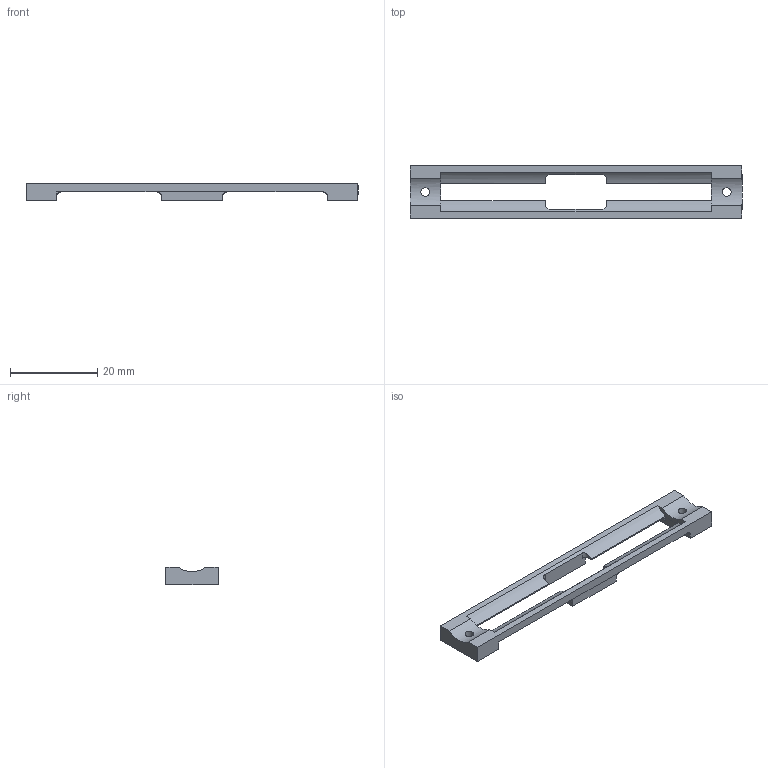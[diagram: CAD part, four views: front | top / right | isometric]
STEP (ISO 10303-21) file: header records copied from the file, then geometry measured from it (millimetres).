
FILE_DESCRIPTION(('FreeCAD Model'),'2;1');
FILE_NAME('Open CASCADE Shape Model','2025-07-18T07:54:23',(''),(''), 'Open CASCADE STEP processor 7.8','FreeCAD','Unknown');
FILE_SCHEMA(('AUTOMOTIVE_DESIGN { 1 0 10303 214 1 1 1 1 }'));
Length unit declared in the file: millimetre
Products named in the file (1): Body
Bounding box: 76 x 12 x 4 mm (x, y, z)
Volume: 1337.6 mm3; surface area: 2016.6 mm2
Topology: 1 solids, 1 shells, 61 faces, 174 edges, 113 vertices
Faces by surface type: plane 44, cylinder 17
Full cylindrical faces by diameter (mm): 2 x2
Entity records: 4799 total; most frequent: CARTESIAN_POINT 1309, DIRECTION 653, LINE 414, VECTOR 414, ORIENTED_EDGE 348, PCURVE 348, DEFINITIONAL_REPRESENTATION 348, EDGE_CURVE 174
